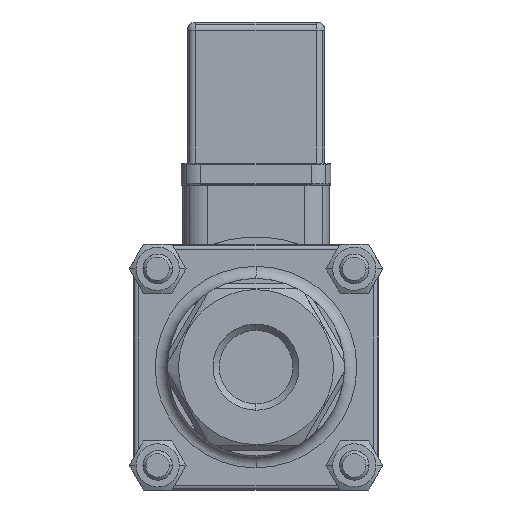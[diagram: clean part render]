
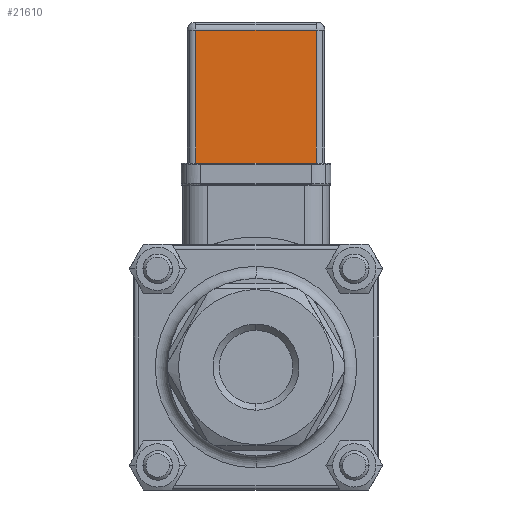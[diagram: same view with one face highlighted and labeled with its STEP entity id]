
A CAD part, left-side view. The second image highlights one B-rep face of the part: STEP entity #21610.
In plain terms, the highlighted planar face has unit normal (-1, 0, 0).
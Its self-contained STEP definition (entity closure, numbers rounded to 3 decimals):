
#17306=CARTESIAN_POINT('',(-14.,-12.3,41.5));
#17307=VERTEX_POINT('',#17306);
#17336=CARTESIAN_POINT('',(-14.,12.3,41.5));
#17337=VERTEX_POINT('',#17336);
#17338=CARTESIAN_POINT('',(-14.,12.3,41.5));
#17339=DIRECTION('',(0.,-1.,0.));
#17340=VECTOR('',#17339,24.6);
#17341=LINE('',#17338,#17340);
#17342=EDGE_CURVE('',#17337,#17307,#17341,.T.);
#21184=CARTESIAN_POINT('',(-14.,-12.3,68.5));
#21185=VERTEX_POINT('',#21184);
#21281=CARTESIAN_POINT('',(-14.,12.3,68.5));
#21282=VERTEX_POINT('',#21281);
#21509=CARTESIAN_POINT('',(-14.,12.3,68.5));
#21510=DIRECTION('',(0.,-1.,0.));
#21511=VECTOR('',#21510,24.6);
#21512=LINE('',#21509,#21511);
#21513=EDGE_CURVE('',#21282,#21185,#21512,.T.);
#21532=CARTESIAN_POINT('',(-14.,-12.3,68.5));
#21533=DIRECTION('',(0.,-0.,-1.));
#21534=VECTOR('',#21533,27.);
#21535=LINE('',#21532,#21534);
#21536=EDGE_CURVE('',#21185,#17307,#21535,.T.);
#21594=CARTESIAN_POINT('',(-14.,14.,70.2));
#21595=DIRECTION('',(-1.,-0.,-0.));
#21596=DIRECTION('',(-0.,0.,1.));
#21597=AXIS2_PLACEMENT_3D('',#21594,#21595,#21596);
#21598=PLANE('',#21597);
#21599=ORIENTED_EDGE('',*,*,#17342,.T.);
#21600=ORIENTED_EDGE('',*,*,#21536,.F.);
#21601=ORIENTED_EDGE('',*,*,#21513,.F.);
#21602=CARTESIAN_POINT('',(-14.,12.3,41.5));
#21603=DIRECTION('',(-0.,0.,1.));
#21604=VECTOR('',#21603,27.);
#21605=LINE('',#21602,#21604);
#21606=EDGE_CURVE('',#17337,#21282,#21605,.T.);
#21607=ORIENTED_EDGE('',*,*,#21606,.F.);
#21608=EDGE_LOOP('',(#21599,#21600,#21601,#21607));
#21609=FACE_BOUND('',#21608,.T.);
#21610=ADVANCED_FACE('',(#21609),#21598,.T.);
